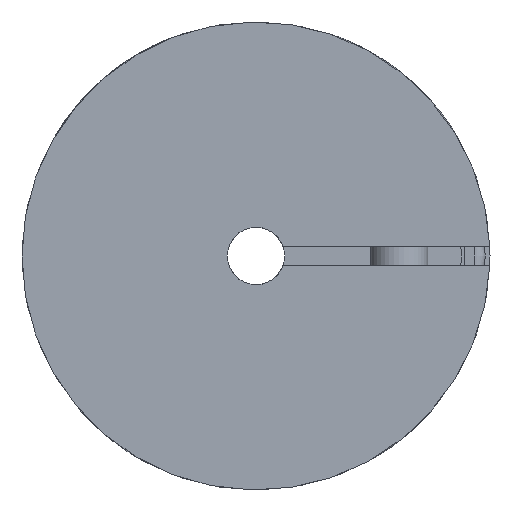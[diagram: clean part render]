
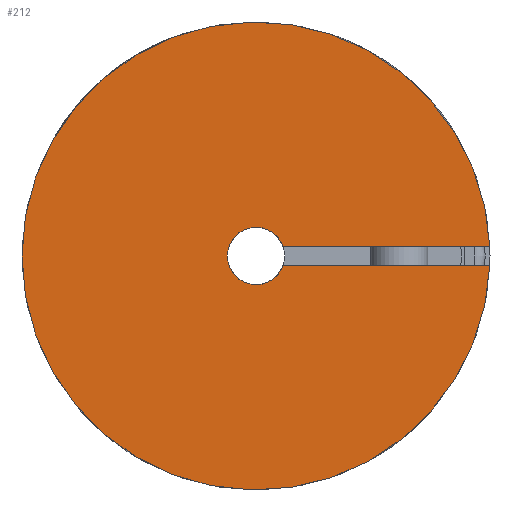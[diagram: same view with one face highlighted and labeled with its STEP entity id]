
A CAD part, left-side view. The second image highlights one B-rep face of the part: STEP entity #212.
In plain terms, the highlighted planar face has unit normal (-1, 0, 0).
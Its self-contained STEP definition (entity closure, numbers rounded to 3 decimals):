
#212 = ADVANCED_FACE( '', ( #548 ), #549, .F. );
#548 = FACE_OUTER_BOUND( '', #1061, .T. );
#549 = PLANE( '', #1062 );
#1061 = EDGE_LOOP( '', ( #1646, #1647, #1648, #1649 ) );
#1062 = AXIS2_PLACEMENT_3D( '', #1650, #1651, #1652 );
#1646 = ORIENTED_EDGE( '', *, *, #2512, .T. );
#1647 = ORIENTED_EDGE( '', *, *, #2446, .F. );
#1648 = ORIENTED_EDGE( '', *, *, #2440, .T. );
#1649 = ORIENTED_EDGE( '', *, *, #2513, .T. );
#1650 = CARTESIAN_POINT( '', ( -21., 0., 0. ) );
#1651 = DIRECTION( '', ( 1., 0., 0. ) );
#1652 = DIRECTION( '', ( 0., 0., 1. ) );
#2440 = EDGE_CURVE( '', #2798, #2796, #2799, .T. );
#2446 = EDGE_CURVE( '', #2798, #2807, #2808, .T. );
#2512 = EDGE_CURVE( '', #2916, #2807, #2917, .T. );
#2513 = EDGE_CURVE( '', #2796, #2916, #2918, .T. );
#2796 = VERTEX_POINT( '', #3299 );
#2798 = VERTEX_POINT( '', #3302 );
#2799 = LINE( '', #3303, #3304 );
#2807 = VERTEX_POINT( '', #3313 );
#2808 = CIRCLE( '', #3314, 1.5 );
#2916 = VERTEX_POINT( '', #3797 );
#2917 = LINE( '', #3798, #3799 );
#2918 = CIRCLE( '', #3800, 12.25 );
#3299 = CARTESIAN_POINT( '', ( -21., -12.24, 0.5 ) );
#3302 = CARTESIAN_POINT( '', ( -21., -1.414, 0.5 ) );
#3303 = CARTESIAN_POINT( '', ( -21., -3.969, 0.5 ) );
#3304 = VECTOR( '', #4589, 1000. );
#3313 = CARTESIAN_POINT( '', ( -21., -1.414, -0.5 ) );
#3314 = AXIS2_PLACEMENT_3D( '', #4597, #4598, #4599 );
#3797 = CARTESIAN_POINT( '', ( -21., -12.24, -0.5 ) );
#3798 = CARTESIAN_POINT( '', ( -21., -3.969, -0.5 ) );
#3799 = VECTOR( '', #4703, 1000. );
#3800 = AXIS2_PLACEMENT_3D( '', #4704, #4705, #4706 );
#4589 = DIRECTION( '', ( 0., -1., 0. ) );
#4597 = CARTESIAN_POINT( '', ( -21., 0., 0. ) );
#4598 = DIRECTION( '', ( -1., 0., 0. ) );
#4599 = DIRECTION( '', ( 0., -1., 0. ) );
#4703 = DIRECTION( '', ( 0., 1., 0. ) );
#4704 = CARTESIAN_POINT( '', ( -21., 0., 0. ) );
#4705 = DIRECTION( '', ( -1., 0., 0. ) );
#4706 = DIRECTION( '', ( 0., -1., 0. ) );
